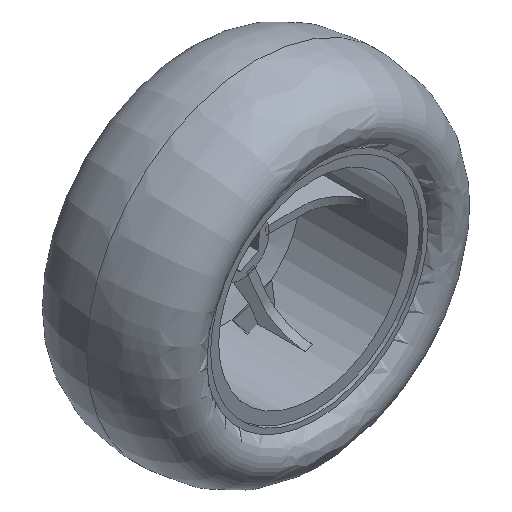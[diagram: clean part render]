
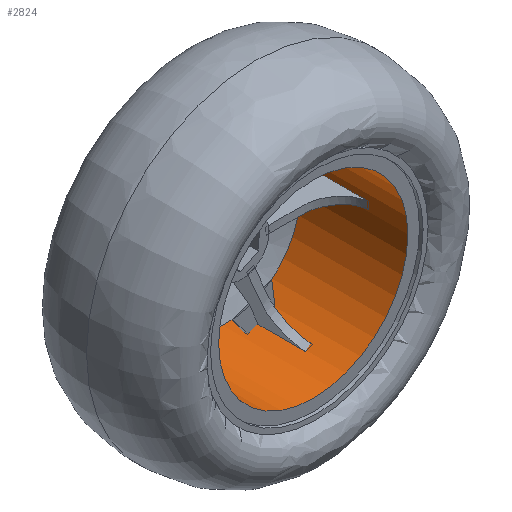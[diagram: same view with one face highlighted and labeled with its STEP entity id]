
A CAD part, isometric view. The second image highlights one B-rep face of the part: STEP entity #2824.
In plain terms, the highlighted cylindrical face has radius 25.375 mm (diameter 50.75 mm), a full revolution.
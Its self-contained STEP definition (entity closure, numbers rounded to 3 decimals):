
#67=LINE('',#3993,#390);
#390=VECTOR('',#3279,25.375);
#713=CYLINDRICAL_SURFACE('',#3054,25.375);
#739=FACE_OUTER_BOUND('',#918,.T.);
#918=EDGE_LOOP('',(#1755,#1756,#1757,#1758));
#1099=CIRCLE('',#3055,25.375);
#1100=CIRCLE('',#3056,25.375);
#1130=VERTEX_POINT('',#3990);
#1131=VERTEX_POINT('',#3992);
#1376=EDGE_CURVE('',#1130,#1130,#1099,.T.);
#1377=EDGE_CURVE('',#1130,#1131,#67,.T.);
#1378=EDGE_CURVE('',#1131,#1131,#1100,.T.);
#1755=ORIENTED_EDGE('',*,*,#1376,.F.);
#1756=ORIENTED_EDGE('',*,*,#1377,.T.);
#1757=ORIENTED_EDGE('',*,*,#1378,.T.);
#1758=ORIENTED_EDGE('',*,*,#1377,.F.);
#2824=ADVANCED_FACE('',(#739),#713,.F.);
#3054=AXIS2_PLACEMENT_3D('',#3989,#3275,#3276);
#3055=AXIS2_PLACEMENT_3D('',#3991,#3277,#3278);
#3056=AXIS2_PLACEMENT_3D('',#3994,#3280,#3281);
#3275=DIRECTION('center_axis',(0.,1.,0.));
#3276=DIRECTION('ref_axis',(1.,0.,0.));
#3277=DIRECTION('center_axis',(0.,-1.,0.));
#3278=DIRECTION('ref_axis',(1.,0.,0.));
#3279=DIRECTION('',(0.,-1.,0.));
#3280=DIRECTION('center_axis',(0.,-1.,0.));
#3281=DIRECTION('ref_axis',(1.,0.,0.));
#3989=CARTESIAN_POINT('Origin',(-5.637,13.945,20.775));
#3990=CARTESIAN_POINT('',(-31.012,13.945,20.775));
#3991=CARTESIAN_POINT('Origin',(-5.637,13.945,20.775));
#3992=CARTESIAN_POINT('',(-31.012,-16.805,20.775));
#3993=CARTESIAN_POINT('',(-31.012,13.945,20.775));
#3994=CARTESIAN_POINT('Origin',(-5.637,-16.805,20.775));
